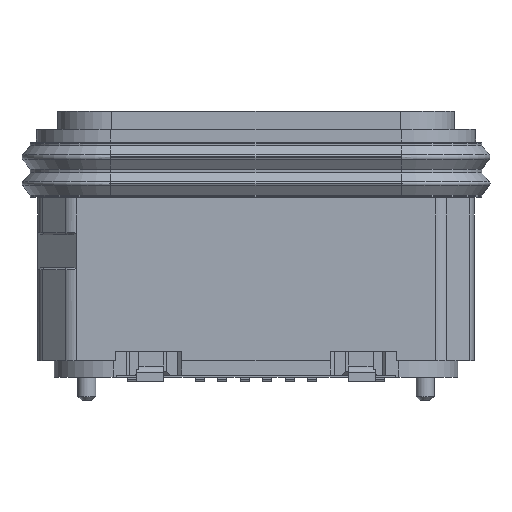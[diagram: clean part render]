
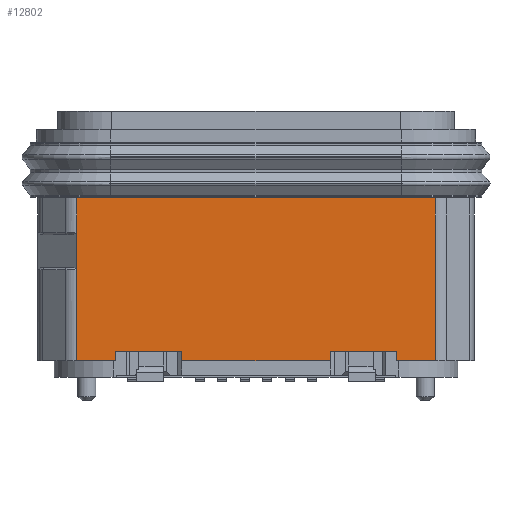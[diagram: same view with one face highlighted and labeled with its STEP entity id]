
A CAD part, front view. The second image highlights one B-rep face of the part: STEP entity #12802.
In plain terms, the highlighted planar face has unit normal (0, -1, 0).
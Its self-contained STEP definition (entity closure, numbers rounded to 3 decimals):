
#2180=ORIENTED_EDGE('',*,*,#4148,.F.);
#2181=ORIENTED_EDGE('',*,*,#4221,.F.);
#2182=ORIENTED_EDGE('',*,*,#4228,.T.);
#2183=ORIENTED_EDGE('',*,*,#4229,.F.);
#2184=ORIENTED_EDGE('',*,*,#3714,.T.);
#2185=ORIENTED_EDGE('',*,*,#4230,.T.);
#2186=ORIENTED_EDGE('',*,*,#4152,.T.);
#2187=ORIENTED_EDGE('',*,*,#4161,.F.);
#2188=ORIENTED_EDGE('',*,*,#3700,.T.);
#2189=ORIENTED_EDGE('',*,*,#4231,.T.);
#2190=ORIENTED_EDGE('',*,*,#4232,.T.);
#2191=ORIENTED_EDGE('',*,*,#4168,.T.);
#3700=EDGE_CURVE('',#4952,#4951,#5830,.T.);
#3714=EDGE_CURVE('',#4964,#4963,#5844,.T.);
#4148=EDGE_CURVE('',#5223,#5224,#6106,.T.);
#4152=EDGE_CURVE('',#5227,#5228,#6108,.T.);
#4161=EDGE_CURVE('',#4952,#5228,#6117,.T.);
#4168=EDGE_CURVE('',#5238,#5224,#6124,.T.);
#4221=EDGE_CURVE('',#5269,#5223,#6169,.T.);
#4228=EDGE_CURVE('',#5269,#5274,#6176,.T.);
#4229=EDGE_CURVE('',#4964,#5274,#6177,.T.);
#4230=EDGE_CURVE('',#4963,#5227,#6178,.T.);
#4231=EDGE_CURVE('',#4951,#5275,#6179,.T.);
#4232=EDGE_CURVE('',#5275,#5238,#6180,.T.);
#4951=VERTEX_POINT('',#17465);
#4952=VERTEX_POINT('',#17467);
#4963=VERTEX_POINT('',#17492);
#4964=VERTEX_POINT('',#17494);
#5223=VERTEX_POINT('',#18396);
#5224=VERTEX_POINT('',#18398);
#5227=VERTEX_POINT('',#18406);
#5228=VERTEX_POINT('',#18407);
#5238=VERTEX_POINT('',#18439);
#5269=VERTEX_POINT('',#18543);
#5274=VERTEX_POINT('',#18558);
#5275=VERTEX_POINT('',#18562);
#5830=LINE('',#17466,#6856);
#5844=LINE('',#17493,#6870);
#6106=LINE('',#18397,#7132);
#6108=LINE('',#18405,#7134);
#6117=LINE('',#18424,#7143);
#6124=LINE('',#18438,#7150);
#6169=LINE('',#18544,#7195);
#6176=LINE('',#18557,#7202);
#6177=LINE('',#18559,#7203);
#6178=LINE('',#18560,#7204);
#6179=LINE('',#18561,#7205);
#6180=LINE('',#18563,#7206);
#6856=VECTOR('',#14605,1000.);
#6870=VECTOR('',#14621,1000.);
#7132=VECTOR('',#15543,1000.);
#7134=VECTOR('',#15551,1000.);
#7143=VECTOR('',#15564,1000.);
#7150=VECTOR('',#15579,1000.);
#7195=VECTOR('',#15682,1000.);
#7202=VECTOR('',#15693,1000.);
#7203=VECTOR('',#15694,1000.);
#7204=VECTOR('',#15695,1000.);
#7205=VECTOR('',#15696,1000.);
#7206=VECTOR('',#15697,1000.);
#7817=EDGE_LOOP('',(#2180,#2181,#2182,#2183,#2184,#2185,#2186,#2187,#2188,
#2189,#2190,#2191));
#8345=FACE_BOUND('',#7817,.T.);
#8744=PLANE('',#13575);
#12802=ADVANCED_FACE('',(#8345),#8744,.T.);
#13575=AXIS2_PLACEMENT_3D('',#18556,#15691,#15692);
#14605=DIRECTION('',(1.,0.,0.));
#14621=DIRECTION('',(1.,0.,0.));
#15543=DIRECTION('',(1.,0.,0.));
#15551=DIRECTION('',(1.,0.,0.));
#15564=DIRECTION('',(0.,0.,-1.));
#15579=DIRECTION('',(0.,0.,1.));
#15682=DIRECTION('',(0.,0.,1.));
#15691=DIRECTION('',(0.,-1.,0.));
#15692=DIRECTION('',(0.,0.,-1.));
#15693=DIRECTION('',(1.,0.,0.));
#15694=DIRECTION('',(0.,0.,-1.));
#15695=DIRECTION('',(0.,0.,-1.));
#15696=DIRECTION('',(0.,0.,-1.));
#15697=DIRECTION('',(1.,0.,0.));
#17465=CARTESIAN_POINT('',(3.107,-2.114,-5.317));
#17466=CARTESIAN_POINT('',(1.647,-2.114,-5.317));
#17467=CARTESIAN_POINT('',(1.647,-2.114,-5.317));
#17492=CARTESIAN_POINT('',(-1.647,-2.114,-5.317));
#17493=CARTESIAN_POINT('',(-3.107,-2.114,-5.317));
#17494=CARTESIAN_POINT('',(-3.107,-2.114,-5.317));
#18396=CARTESIAN_POINT('',(-3.977,-2.114,-1.921));
#18397=CARTESIAN_POINT('',(0.,-2.114,-1.921));
#18398=CARTESIAN_POINT('',(3.977,-2.114,-1.921));
#18405=CARTESIAN_POINT('',(-3.977,-2.114,-5.53));
#18406=CARTESIAN_POINT('',(-1.647,-2.114,-5.53));
#18407=CARTESIAN_POINT('',(1.647,-2.114,-5.53));
#18424=CARTESIAN_POINT('',(1.647,-2.114,-5.317));
#18438=CARTESIAN_POINT('',(3.977,-2.114,-7.018));
#18439=CARTESIAN_POINT('',(3.977,-2.114,-5.53));
#18543=CARTESIAN_POINT('',(-3.977,-2.114,-5.53));
#18544=CARTESIAN_POINT('',(-3.977,-2.114,-7.018));
#18556=CARTESIAN_POINT('',(0.,-2.114,-7.018));
#18557=CARTESIAN_POINT('',(-3.977,-2.114,-5.53));
#18558=CARTESIAN_POINT('',(-3.107,-2.114,-5.53));
#18559=CARTESIAN_POINT('',(-3.107,-2.114,-5.317));
#18560=CARTESIAN_POINT('',(-1.647,-2.114,-5.317));
#18561=CARTESIAN_POINT('',(3.107,-2.114,-5.317));
#18562=CARTESIAN_POINT('',(3.107,-2.114,-5.53));
#18563=CARTESIAN_POINT('',(-3.977,-2.114,-5.53));
